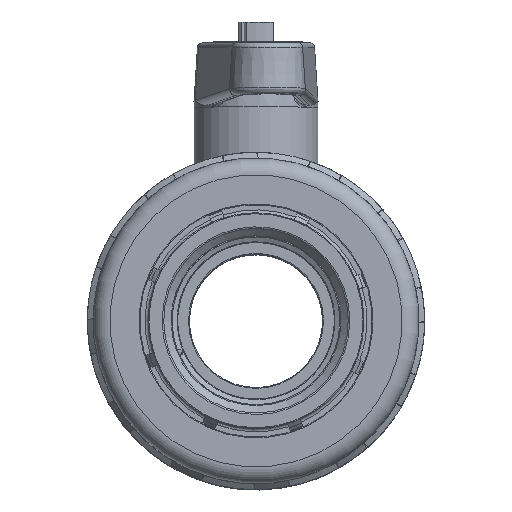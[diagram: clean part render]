
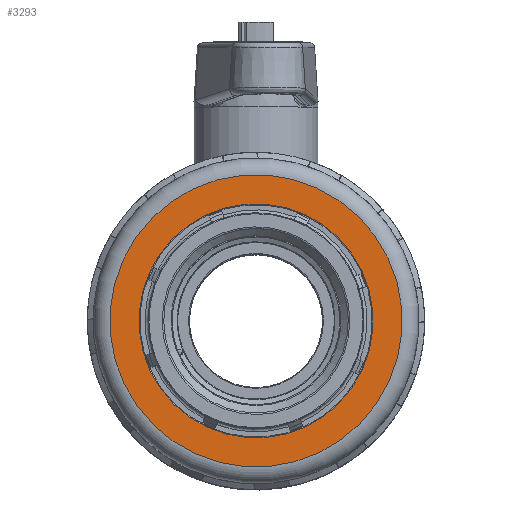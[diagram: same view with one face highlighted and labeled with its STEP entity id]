
A CAD part, top view. The second image highlights one B-rep face of the part: STEP entity #3293.
In plain terms, the highlighted planar face has unit normal (0, 0, 1).
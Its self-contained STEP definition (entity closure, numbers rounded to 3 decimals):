
#3293 = ADVANCED_FACE( '', ( #6816, #6817 ), #6818, .F. );
#6816 = FACE_OUTER_BOUND( '', #18075, .T. );
#6817 = FACE_BOUND( '', #18076, .T. );
#6818 = PLANE( '', #18077 );
#18075 = EDGE_LOOP( '', ( #29251 ) );
#18076 = EDGE_LOOP( '', ( #29252 ) );
#18077 = AXIS2_PLACEMENT_3D( '', #29253, #29254, #29255 );
#29251 = ORIENTED_EDGE( '', *, *, #35161, .F. );
#29252 = ORIENTED_EDGE( '', *, *, #35002, .T. );
#29253 = CARTESIAN_POINT( '', ( -35.1, 0., 27.2 ) );
#29254 = DIRECTION( '', ( 0., 0., -1. ) );
#29255 = DIRECTION( '', ( -1., 0., 0. ) );
#35002 = EDGE_CURVE( '', #41126, #41126, #41127, .T. );
#35161 = EDGE_CURVE( '', #41311, #41311, #41312, .T. );
#41126 = VERTEX_POINT( '', #59728 );
#41127 = CIRCLE( '', #59729, 28.1 );
#41311 = VERTEX_POINT( '', #60175 );
#41312 = CIRCLE( '', #60176, 35.1 );
#59728 = CARTESIAN_POINT( '', ( -28.1, 0., 27.2 ) );
#59729 = AXIS2_PLACEMENT_3D( '', #64581, #64582, #64583 );
#60175 = CARTESIAN_POINT( '', ( -35.1, 0., 27.2 ) );
#60176 = AXIS2_PLACEMENT_3D( '', #64716, #64717, #64718 );
#64581 = CARTESIAN_POINT( '', ( 0., 0., 27.2 ) );
#64582 = DIRECTION( '', ( 0., 0., -1. ) );
#64583 = DIRECTION( '', ( -1., 0., 0. ) );
#64716 = CARTESIAN_POINT( '', ( 0., 0., 27.2 ) );
#64717 = DIRECTION( '', ( 0., 0., -1. ) );
#64718 = DIRECTION( '', ( -1., 0., 0. ) );
